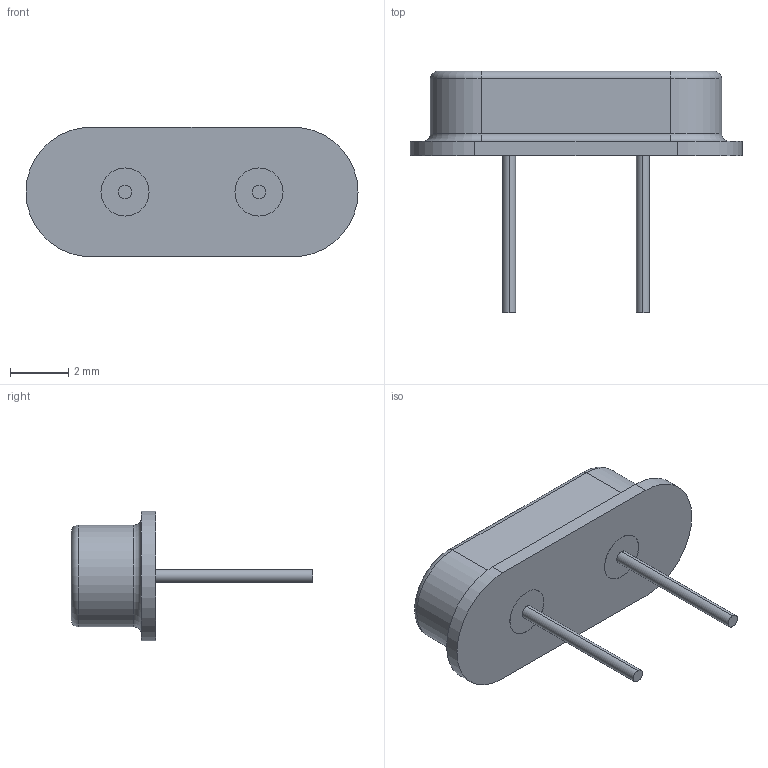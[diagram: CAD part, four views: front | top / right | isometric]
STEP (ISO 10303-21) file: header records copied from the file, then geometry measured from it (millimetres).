
FILE_DESCRIPTION (( 'STEP AP214' ), '1' );
FILE_NAME ('Êðèñòàëë 4096 Ì49 THD.STEP', '2024-10-31T13:37:19', ( '' ), ( '' ), 'SwSTEP 2.0', 'SolidWorks 2021', '' );
FILE_SCHEMA (( 'AUTOMOTIVE_DESIGN' ));
Length unit declared in the file: millimetre
Products named in the file (1): Êðèñòàëë 4096 Ì49 THD
Bounding box: 11.4 x 8.29 x 4.45 mm (x, y, z)
Volume: 102.6 mm3; surface area: 175.8 mm2
Topology: 3 solids, 3 shells, 211 faces, 574 edges, 380 vertices
Faces by surface type: plane 147, bspline 44, cylinder 16, torus 4
Entity records: 9889 total; most frequent: CARTESIAN_POINT 2450, ORIENTED_EDGE 1148, DIRECTION 858, EDGE_CURVE 574, VECTOR 450, LINE 450, VERTEX_POINT 380, EDGE_LOOP 222
